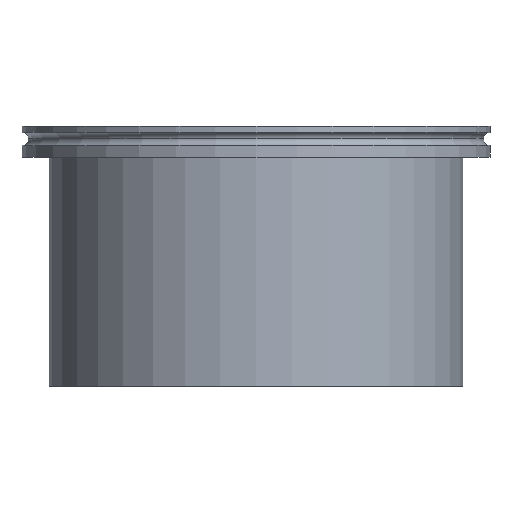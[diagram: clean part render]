
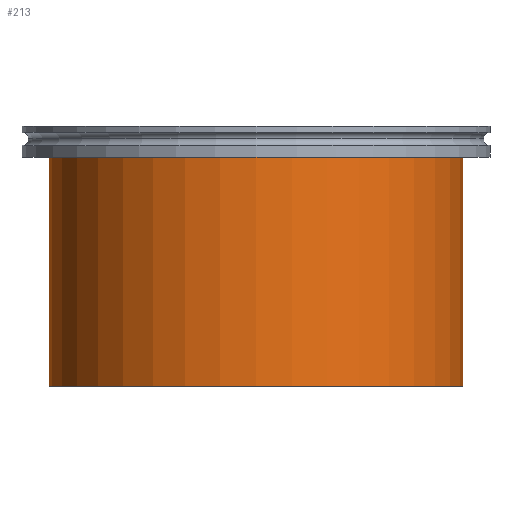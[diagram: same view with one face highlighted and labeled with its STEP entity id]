
A CAD part, front view. The second image highlights one B-rep face of the part: STEP entity #213.
In plain terms, the highlighted cylindrical face has radius 79.5 mm (diameter 159 mm), a partial arc.
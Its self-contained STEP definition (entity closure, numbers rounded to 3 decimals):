
#7 = ORIENTED_EDGE ( 'NONE', *, *, #87, .T. ) ;
#41 = ORIENTED_EDGE ( 'NONE', *, *, #373, .F. ) ;
#42 = CARTESIAN_POINT ( 'NONE',  ( 79.5, 0., -100. ) ) ;
#43 = EDGE_CURVE ( 'NONE', #603, #697, #557, .T. ) ;
#52 = DIRECTION ( 'NONE',  ( 0., 0., 1. ) ) ;
#87 = EDGE_CURVE ( 'NONE', #338, #697, #368, .T. ) ;
#104 = AXIS2_PLACEMENT_3D ( 'NONE', #131, #389, #550 ) ;
#126 = CARTESIAN_POINT ( 'NONE',  ( 79.5, 0., -106. ) ) ;
#131 = CARTESIAN_POINT ( 'NONE',  ( 0., 0., -6. ) ) ;
#133 = CARTESIAN_POINT ( 'NONE',  ( -79.5, 0., -106. ) ) ;
#187 = DIRECTION ( 'NONE',  ( 0., 0., 1. ) ) ;
#202 = AXIS2_PLACEMENT_3D ( 'NONE', #260, #216, #470 ) ;
#213 = ADVANCED_FACE ( 'NONE', ( #330 ), #377, .T. ) ;
#215 = VERTEX_POINT ( 'NONE', #354 ) ;
#216 = DIRECTION ( 'NONE',  ( 0., 0., 1. ) ) ;
#260 = CARTESIAN_POINT ( 'NONE',  ( 0., 0., -106. ) ) ;
#321 = EDGE_CURVE ( 'NONE', #338, #215, #676, .T. ) ;
#325 = ORIENTED_EDGE ( 'NONE', *, *, #321, .F. ) ;
#330 = FACE_OUTER_BOUND ( 'NONE', #641, .T. ) ;
#338 = VERTEX_POINT ( 'NONE', #42 ) ;
#354 = CARTESIAN_POINT ( 'NONE',  ( -79.5, 0., -100. ) ) ;
#368 = LINE ( 'NONE', #126, #545 ) ;
#373 = EDGE_CURVE ( 'NONE', #215, #603, #643, .T. ) ;
#377 = CYLINDRICAL_SURFACE ( 'NONE', #202, 79.5 ) ;
#389 = DIRECTION ( 'NONE',  ( 0., 0., 1. ) ) ;
#469 = CARTESIAN_POINT ( 'NONE',  ( 79.5, 0., -6. ) ) ;
#470 = DIRECTION ( 'NONE',  ( 1., 0., 0. ) ) ;
#545 = VECTOR ( 'NONE', #52, 1000. ) ;
#550 = DIRECTION ( 'NONE',  ( 1., 0., 0. ) ) ;
#557 = CIRCLE ( 'NONE', #104, 79.5 ) ;
#559 = AXIS2_PLACEMENT_3D ( 'NONE', #731, #560, #564 ) ;
#560 = DIRECTION ( 'NONE',  ( 0., 0., -1. ) ) ;
#564 = DIRECTION ( 'NONE',  ( 1., 0., 0. ) ) ;
#603 = VERTEX_POINT ( 'NONE', #861 ) ;
#624 = VECTOR ( 'NONE', #187, 1000. ) ;
#641 = EDGE_LOOP ( 'NONE', ( #41, #325, #7, #690 ) ) ;
#643 = LINE ( 'NONE', #133, #624 ) ;
#676 = CIRCLE ( 'NONE', #559, 79.5 ) ;
#690 = ORIENTED_EDGE ( 'NONE', *, *, #43, .F. ) ;
#697 = VERTEX_POINT ( 'NONE', #469 ) ;
#731 = CARTESIAN_POINT ( 'NONE',  ( 0., 0., -100. ) ) ;
#861 = CARTESIAN_POINT ( 'NONE',  ( -79.5, 0., -6. ) ) ;
